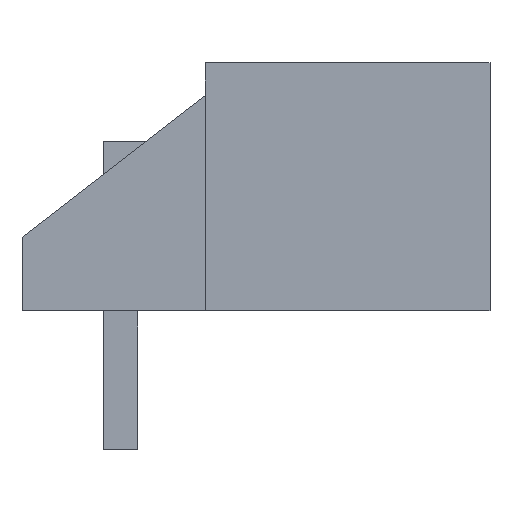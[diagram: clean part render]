
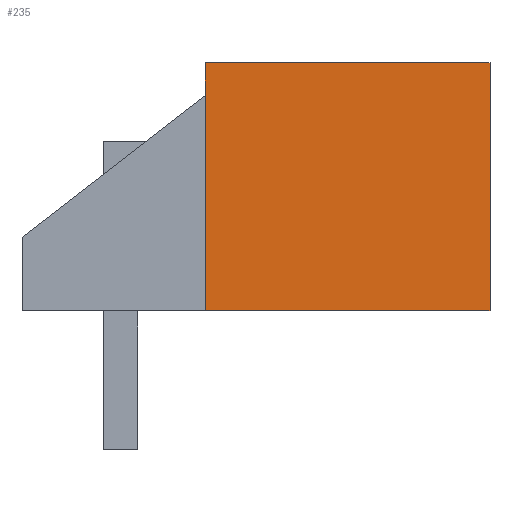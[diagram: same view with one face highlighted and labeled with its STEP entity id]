
A CAD part, left-side view. The second image highlights one B-rep face of the part: STEP entity #235.
In plain terms, the highlighted planar face has unit normal (-1, 0, 0).
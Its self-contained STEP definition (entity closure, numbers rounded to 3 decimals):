
#67=EDGE_CURVE('',#68,#70,#72,.T.);
#68=VERTEX_POINT('',#69);
#69=CARTESIAN_POINT('',(-3.7,-9.075,0.));
#70=VERTEX_POINT('',#71);
#71=CARTESIAN_POINT('',(-3.7,-9.075,6.1));
#72=LINE('',#73,#74);
#73=CARTESIAN_POINT('',(-3.7,-9.075,0.));
#74=VECTOR('',#75,1.);
#75=DIRECTION('',(0.,0.,1.));
#162=EDGE_CURVE('',#70,#163,#165,.T.);
#163=VERTEX_POINT('',#164);
#164=CARTESIAN_POINT('',(-3.7,-2.075,6.1));
#165=LINE('',#71,#166);
#166=VECTOR('',#167,1.);
#167=DIRECTION('',(0.,1.,0.));
#235=ADVANCED_FACE('',(#236),#257,.F.);
#236=FACE_BOUND('',#237,.T.);
#237=EDGE_LOOP('',(#238,#239,#246,#250,#256));
#238=ORIENTED_EDGE('',*,*,#162,.T.);
#239=ORIENTED_EDGE('',*,*,#240,.T.);
#240=EDGE_CURVE('',#163,#241,#243,.T.);
#241=VERTEX_POINT('',#242);
#242=CARTESIAN_POINT('',(-3.7,-2.075,5.3));
#243=LINE('',#164,#244);
#244=VECTOR('',#245,1.);
#245=DIRECTION('',(0.,0.,-1.));
#246=ORIENTED_EDGE('',*,*,#247,.T.);
#247=EDGE_CURVE('',#241,#248,#243,.T.);
#248=VERTEX_POINT('',#249);
#249=CARTESIAN_POINT('',(-3.7,-2.075,-0.));
#250=ORIENTED_EDGE('',*,*,#251,.T.);
#251=EDGE_CURVE('',#248,#68,#252,.T.);
#252=LINE('',#253,#254);
#253=CARTESIAN_POINT('',(-3.7,-2.075,0.));
#254=VECTOR('',#255,1.);
#255=DIRECTION('',(0.,-1.,0.));
#256=ORIENTED_EDGE('',*,*,#67,.T.);
#257=PLANE('',#258);
#258=AXIS2_PLACEMENT_3D('',#259,#260,#261);
#259=CARTESIAN_POINT('',(-3.7,-5.575,3.05));
#260=DIRECTION('',(1.,0.,0.));
#261=DIRECTION('',(0.,0.,1.));
